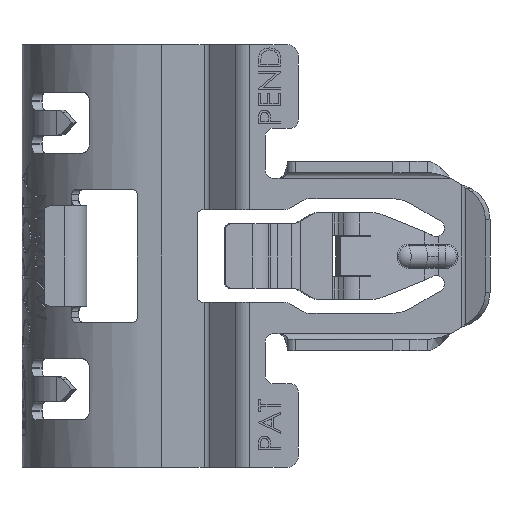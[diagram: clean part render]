
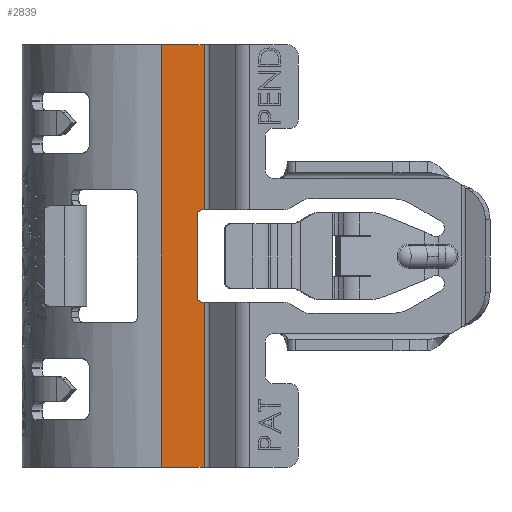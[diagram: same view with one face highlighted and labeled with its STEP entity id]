
A CAD part, left-side view. The second image highlights one B-rep face of the part: STEP entity #2839.
In plain terms, the highlighted planar face has unit normal (-1, 0, 0).
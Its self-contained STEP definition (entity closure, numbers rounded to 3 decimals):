
#1234 = EDGE_CURVE ( 'NONE', #10976, #12175, #14718, .T. ) ;
#1308 = ORIENTED_EDGE ( 'NONE', *, *, #1858, .T. ) ;
#1858 = EDGE_CURVE ( 'NONE', #42479, #24391, #29319, .T. ) ;
#1970 = LINE ( 'NONE', #33897, #8197 ) ;
#2704 = ORIENTED_EDGE ( 'NONE', *, *, #46530, .F. ) ;
#2839 = ADVANCED_FACE ( 'Face3', ( #20098 ), #11993, .F. ) ;
#3611 = AXIS2_PLACEMENT_3D ( 'NONE', #24712, #45100, #33072 ) ;
#3700 = CARTESIAN_POINT ( 'NONE',  ( -12.544, -11.532, -19. ) ) ;
#6976 = VECTOR ( 'NONE', #22941, 1000. ) ;
#7245 = VECTOR ( 'NONE', #10852, 1000. ) ;
#7277 = VERTEX_POINT ( 'NONE', #42248 ) ;
#7437 = CARTESIAN_POINT ( 'NONE',  ( -12.544, -15.377, -4.15 ) ) ;
#7925 = CARTESIAN_POINT ( 'NONE',  ( -12.544, -14.762, -4.15 ) ) ;
#8185 = VECTOR ( 'NONE', #22022, 1000. ) ;
#8197 = VECTOR ( 'NONE', #45146, 1000. ) ;
#8478 = EDGE_CURVE ( 'NONE', #12175, #12077, #18632, .T. ) ;
#10231 = CARTESIAN_POINT ( 'NONE',  ( -12.544, -15.262, -4.15 ) ) ;
#10808 = ORIENTED_EDGE ( 'NONE', *, *, #45189, .T. ) ;
#10852 = DIRECTION ( 'NONE',  ( 0., 1., 0. ) ) ;
#10976 = VERTEX_POINT ( 'NONE', #7437 ) ;
#11162 = LINE ( 'NONE', #27119, #36647 ) ;
#11993 = PLANE ( 'NONE',  #20993 ) ;
#12077 = VERTEX_POINT ( 'NONE', #28303 ) ;
#12175 = VERTEX_POINT ( 'NONE', #10231 ) ;
#12572 = ORIENTED_EDGE ( 'NONE', *, *, #36627, .F. ) ;
#13008 = DIRECTION ( 'NONE',  ( 0., 0., -1. ) ) ;
#14062 = LINE ( 'NONE', #30037, #6976 ) ;
#14609 = EDGE_CURVE ( 'NONE', #24018, #7277, #43549, .T. ) ;
#14718 = LINE ( 'NONE', #7925, #25100 ) ;
#16325 = CARTESIAN_POINT ( 'NONE',  ( -12.544, -15.377, 4.15 ) ) ;
#18310 = CARTESIAN_POINT ( 'NONE',  ( -12.544, -14.762, 3.65 ) ) ;
#18632 = CIRCLE ( 'NONE', #3611, 0.5 ) ;
#20098 = FACE_OUTER_BOUND ( 'NONE', #35810, .T. ) ;
#20993 = AXIS2_PLACEMENT_3D ( 'NONE', #36832, #39986, #13008 ) ;
#22022 = DIRECTION ( 'NONE',  ( 0., 0., 1. ) ) ;
#22145 = ORIENTED_EDGE ( 'NONE', *, *, #25495, .T. ) ;
#22263 = ORIENTED_EDGE ( 'NONE', *, *, #26580, .T. ) ;
#22941 = DIRECTION ( 'NONE',  ( 0., -1., 0. ) ) ;
#23784 = ORIENTED_EDGE ( 'NONE', *, *, #14609, .T. ) ;
#24018 = VERTEX_POINT ( 'NONE', #32079 ) ;
#24391 = VERTEX_POINT ( 'NONE', #27839 ) ;
#24712 = CARTESIAN_POINT ( 'NONE',  ( -12.544, -15.262, -3.65 ) ) ;
#25100 = VECTOR ( 'NONE', #51324, 1000. ) ;
#25495 = EDGE_CURVE ( 'NONE', #24391, #32121, #11162, .T. ) ;
#26580 = EDGE_CURVE ( 'NONE', #33895, #10976, #1970, .T. ) ;
#27119 = CARTESIAN_POINT ( 'NONE',  ( -12.544, -14.762, 4.15 ) ) ;
#27415 = ORIENTED_EDGE ( 'NONE', *, *, #34559, .T. ) ;
#27839 = CARTESIAN_POINT ( 'NONE',  ( -12.544, -15.262, 4.15 ) ) ;
#28303 = CARTESIAN_POINT ( 'NONE',  ( -12.544, -14.762, -3.65 ) ) ;
#28801 = VECTOR ( 'NONE', #29404, 1000. ) ;
#29319 = CIRCLE ( 'NONE', #48522, 0.5 ) ;
#29404 = DIRECTION ( 'NONE',  ( 0., 0., -1. ) ) ;
#30037 = CARTESIAN_POINT ( 'NONE',  ( -12.544, -23.628, -19. ) ) ;
#30380 = DIRECTION ( 'NONE',  ( 1., 0., 0. ) ) ;
#32079 = CARTESIAN_POINT ( 'NONE',  ( -12.544, -15.377, 19. ) ) ;
#32121 = VERTEX_POINT ( 'NONE', #16325 ) ;
#32821 = LINE ( 'NONE', #33335, #28801 ) ;
#33072 = DIRECTION ( 'NONE',  ( 0., 0., -1. ) ) ;
#33335 = CARTESIAN_POINT ( 'NONE',  ( -12.544, -14.762, -5.15 ) ) ;
#33745 = LINE ( 'NONE', #37920, #42514 ) ;
#33812 = LINE ( 'NONE', #46332, #8185 ) ;
#33895 = VERTEX_POINT ( 'NONE', #46453 ) ;
#33897 = CARTESIAN_POINT ( 'NONE',  ( -12.544, -15.377, -7. ) ) ;
#34311 = CARTESIAN_POINT ( 'NONE',  ( -12.544, -15.262, 3.65 ) ) ;
#34559 = EDGE_CURVE ( 'NONE', #32121, #24018, #33812, .T. ) ;
#34564 = DIRECTION ( 'NONE',  ( 0., 0., -1. ) ) ;
#35451 = CARTESIAN_POINT ( 'NONE',  ( -12.544, -23.628, 19. ) ) ;
#35810 = EDGE_LOOP ( 'NONE', ( #12572, #10808, #22263, #47543, #48066, #2704, #1308, #22145, #27415, #23784 ) ) ;
#36627 = EDGE_CURVE ( 'Edge12', #38478, #7277, #33745, .T. ) ;
#36647 = VECTOR ( 'NONE', #39154, 1000. ) ;
#36832 = CARTESIAN_POINT ( 'NONE',  ( -12.544, 55.738, -7. ) ) ;
#37920 = CARTESIAN_POINT ( 'NONE',  ( -12.544, -11.532, -7. ) ) ;
#38478 = VERTEX_POINT ( 'NONE', #3700 ) ;
#39154 = DIRECTION ( 'NONE',  ( 0., -1., 0. ) ) ;
#39986 = DIRECTION ( 'NONE',  ( 1., 0., 0. ) ) ;
#42248 = CARTESIAN_POINT ( 'NONE',  ( -12.544, -11.532, 19. ) ) ;
#42479 = VERTEX_POINT ( 'NONE', #18310 ) ;
#42514 = VECTOR ( 'NONE', #49681, 1000. ) ;
#43549 = LINE ( 'NONE', #35451, #7245 ) ;
#45100 = DIRECTION ( 'NONE',  ( 1., 0., 0. ) ) ;
#45146 = DIRECTION ( 'NONE',  ( 0., 0., 1. ) ) ;
#45189 = EDGE_CURVE ( 'NONE', #38478, #33895, #14062, .T. ) ;
#46332 = CARTESIAN_POINT ( 'NONE',  ( -12.544, -15.377, -7. ) ) ;
#46453 = CARTESIAN_POINT ( 'NONE',  ( -12.544, -15.377, -19. ) ) ;
#46530 = EDGE_CURVE ( 'NONE', #42479, #12077, #32821, .T. ) ;
#47543 = ORIENTED_EDGE ( 'NONE', *, *, #1234, .T. ) ;
#48066 = ORIENTED_EDGE ( 'NONE', *, *, #8478, .T. ) ;
#48522 = AXIS2_PLACEMENT_3D ( 'NONE', #34311, #30380, #34564 ) ;
#49681 = DIRECTION ( 'NONE',  ( 0., 0., 1. ) ) ;
#51324 = DIRECTION ( 'NONE',  ( 0., 1., 0. ) ) ;
